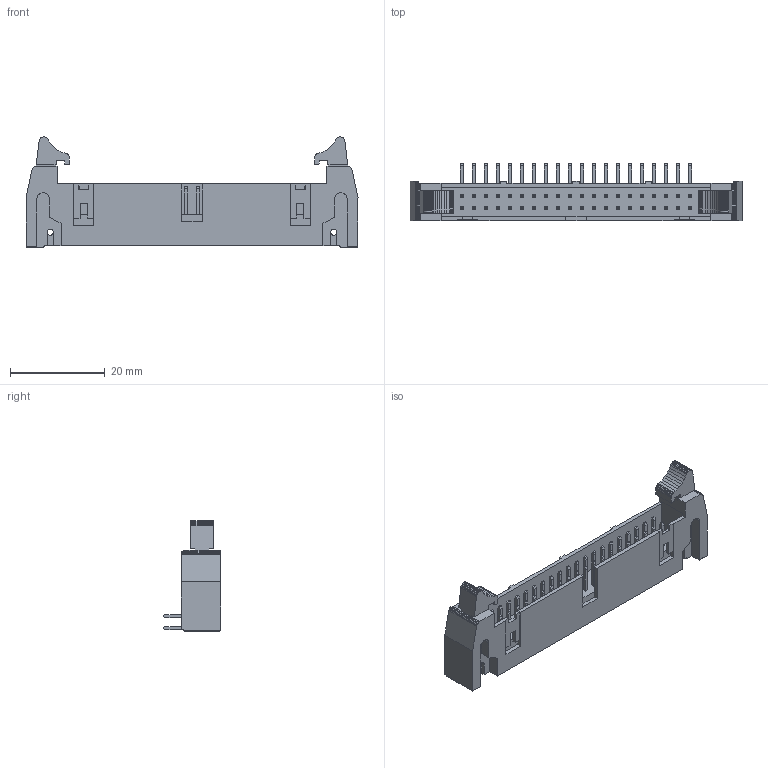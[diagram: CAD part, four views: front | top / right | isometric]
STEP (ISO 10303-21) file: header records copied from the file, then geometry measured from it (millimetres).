
FILE_DESCRIPTION(('STEP AP214'),'1');
FILE_NAME('header_awh40a-0222-t.stp','2015-03-31T16:03:00',('TraceParts'),('TraceParts S.A.'),'XStep 1.0',' ',' ');
FILE_SCHEMA(('automotive_design'));
Length unit declared in the file: millimetre
Products named in the file (1): 1
Bounding box: 70 x 12.1 x 23.2 mm (x, y, z)
Volume: 5352.2 mm3; surface area: 5612.1 mm2
Topology: 1 solids, 1 shells, 806 faces, 2244 edges, 1494 vertices
Faces by surface type: plane 796, cylinder 10
Entity records: 50468 total; most frequent: CARTESIAN_POINT 4545, STYLED_ITEM 4544, PRESENTATION_STYLE_ASSIGNMENT 4544, COLOUR_RGB 4544, ORIENTED_EDGE 4488, DIRECTION 3896, EDGE_CURVE 2244, CURVE_STYLE 2244
